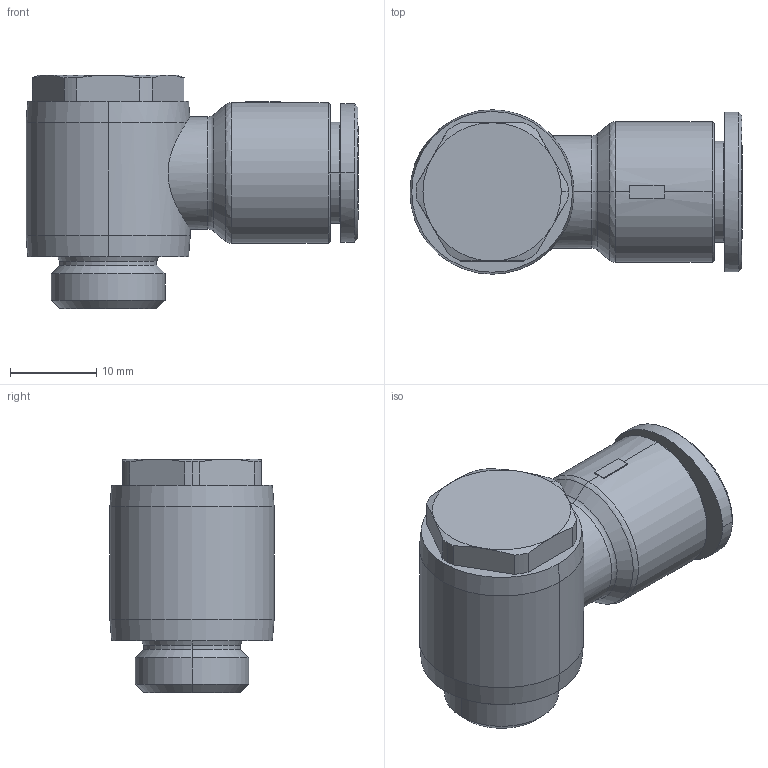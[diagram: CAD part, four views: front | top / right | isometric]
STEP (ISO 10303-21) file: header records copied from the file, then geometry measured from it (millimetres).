
FILE_DESCRIPTION (( 'STEP AP214' ), '1' );
FILE_NAME ('PH10-G02.stp', '2015-08-28T10:16:18', ( '' ), ( '' ), 'SwSTEP 2.0', 'SolidWorks 2015', '' );
FILE_SCHEMA (( 'AUTOMOTIVE_DESIGN' ));
Length unit declared in the file: millimetre
Products named in the file (2): ｦ+ﾃｦ1; PH10-G02
Assembly tree (1 placements, depth 2):
  PH10-G02
    ｦ+ﾃｦ1
Bounding box: 38.4 x 19 x 27 mm (x, y, z)
Volume: 7377.5 mm3; surface area: 6150.1 mm2
Topology: 1 solids, 1 shells, 473 faces, 1321 edges, 867 vertices
Faces by surface type: plane 397, cone 35, cylinder 28, bspline 11, torus 2
Entity records: 16525 total; most frequent: CARTESIAN_POINT 3543, ORIENTED_EDGE 2638, DIRECTION 2316, EDGE_CURVE 1319, VECTOR 1182, LINE 1182, VERTEX_POINT 867, AXIS2_PLACEMENT_3D 567
